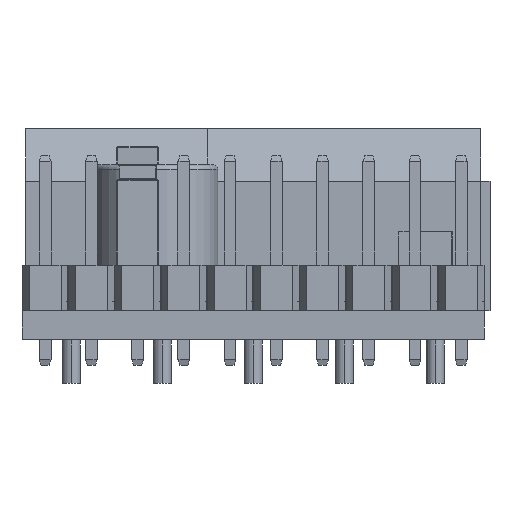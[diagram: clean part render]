
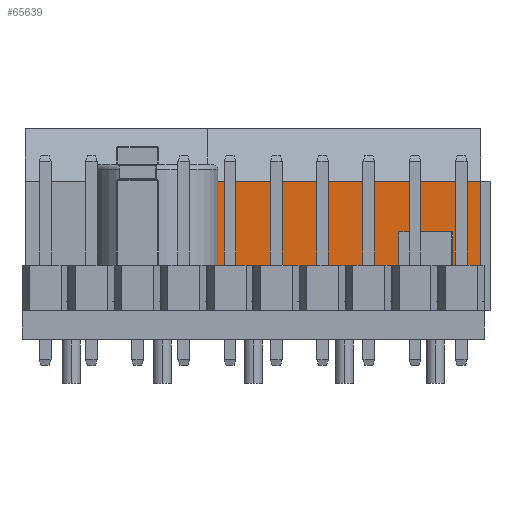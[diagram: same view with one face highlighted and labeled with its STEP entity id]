
A CAD part, left-side view. The second image highlights one B-rep face of the part: STEP entity #65639.
In plain terms, the highlighted planar face has unit normal (-1, 0, 0).
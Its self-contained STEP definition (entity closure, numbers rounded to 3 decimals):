
#736 = DIRECTION ( 'NONE',  ( 0., -1., 0. ) ) ;
#4608 = ORIENTED_EDGE ( 'NONE', *, *, #61069, .T. ) ;
#6146 = EDGE_CURVE ( 'NONE', #35365, #77488, #66099, .T. ) ;
#13253 = AXIS2_PLACEMENT_3D ( 'NONE', #57971, #28272, #91832 ) ;
#26746 = CARTESIAN_POINT ( 'NONE',  ( 32.206, 15.192, 1.575 ) ) ;
#28272 = DIRECTION ( 'NONE',  ( 1., 0., 0. ) ) ;
#32423 = CARTESIAN_POINT ( 'NONE',  ( 32.206, 0.192, 1.575 ) ) ;
#33340 = DIRECTION ( 'NONE',  ( 0., 0., 1. ) ) ;
#35365 = VERTEX_POINT ( 'NONE', #26746 ) ;
#37972 = LINE ( 'NONE', #85112, #83399 ) ;
#38694 = VERTEX_POINT ( 'NONE', #32423 ) ;
#43608 = FACE_OUTER_BOUND ( 'NONE', #65093, .T. ) ;
#43793 = EDGE_CURVE ( 'NONE', #38694, #86197, #65862, .T. ) ;
#44829 = VECTOR ( 'NONE', #736, 1000. ) ;
#54472 = ORIENTED_EDGE ( 'NONE', *, *, #67628, .F. ) ;
#57414 = ORIENTED_EDGE ( 'NONE', *, *, #43793, .T. ) ;
#57971 = CARTESIAN_POINT ( 'NONE',  ( 32.206, 15.192, 1.575 ) ) ;
#60202 = VECTOR ( 'NONE', #66832, 1000. ) ;
#61069 = EDGE_CURVE ( 'NONE', #35365, #38694, #37972, .T. ) ;
#61784 = CARTESIAN_POINT ( 'NONE',  ( 32.206, 0.192, 8.675 ) ) ;
#65093 = EDGE_LOOP ( 'NONE', ( #57414, #54472, #95946, #4608 ) ) ;
#65639 = ADVANCED_FACE ( 'NONE', ( #43608 ), #98500, .F. ) ;
#65862 = LINE ( 'NONE', #67357, #60202 ) ;
#66099 = LINE ( 'NONE', #90224, #99932 ) ;
#66832 = DIRECTION ( 'NONE',  ( 0., 0., 1. ) ) ;
#67357 = CARTESIAN_POINT ( 'NONE',  ( 32.206, 0.192, 1.575 ) ) ;
#67628 = EDGE_CURVE ( 'NONE', #77488, #86197, #87482, .T. ) ;
#77488 = VERTEX_POINT ( 'NONE', #89834 ) ;
#77931 = DIRECTION ( 'NONE',  ( 0., -1., 0. ) ) ;
#83399 = VECTOR ( 'NONE', #77931, 1000. ) ;
#85112 = CARTESIAN_POINT ( 'NONE',  ( 32.206, 15.192, 1.575 ) ) ;
#86197 = VERTEX_POINT ( 'NONE', #61784 ) ;
#87482 = LINE ( 'NONE', #93119, #44829 ) ;
#89834 = CARTESIAN_POINT ( 'NONE',  ( 32.206, 15.192, 8.675 ) ) ;
#90224 = CARTESIAN_POINT ( 'NONE',  ( 32.206, 15.192, 1.575 ) ) ;
#91832 = DIRECTION ( 'NONE',  ( 0., 0., -1. ) ) ;
#93119 = CARTESIAN_POINT ( 'NONE',  ( 32.206, 15.192, 8.675 ) ) ;
#95946 = ORIENTED_EDGE ( 'NONE', *, *, #6146, .F. ) ;
#98500 = PLANE ( 'NONE',  #13253 ) ;
#99932 = VECTOR ( 'NONE', #33340, 1000. ) ;
